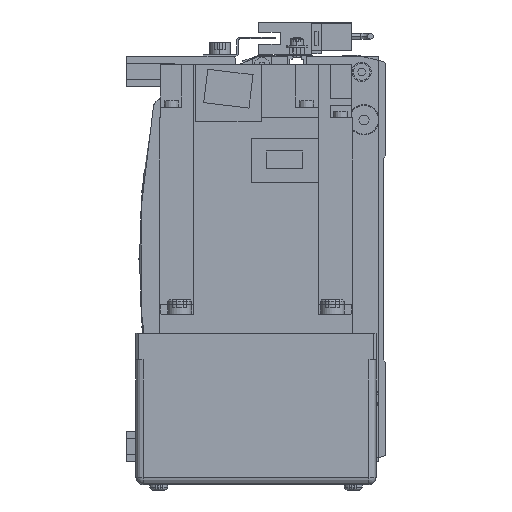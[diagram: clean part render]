
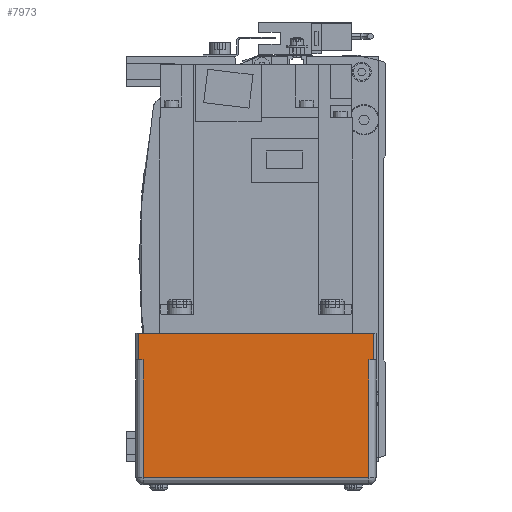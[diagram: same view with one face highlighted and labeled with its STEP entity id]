
A CAD part, left-side view. The second image highlights one B-rep face of the part: STEP entity #7973.
In plain terms, the highlighted planar face has unit normal (-1, 0, 0).
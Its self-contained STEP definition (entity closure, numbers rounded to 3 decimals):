
#132 = VERTEX_POINT ( 'NONE', #26992 ) ;
#2669 = CARTESIAN_POINT ( 'NONE',  ( -189.5, 103., -42. ) ) ;
#4539 = LINE ( 'NONE', #29263, #7411 ) ;
#4610 = CARTESIAN_POINT ( 'NONE',  ( -189.5, 7., -91. ) ) ;
#4699 = CARTESIAN_POINT ( 'NONE',  ( -189.5, 7., -94. ) ) ;
#5769 = VECTOR ( 'NONE', #34477, 1000. ) ;
#5992 = CARTESIAN_POINT ( 'NONE',  ( -189.5, 101., -42. ) ) ;
#6405 = VERTEX_POINT ( 'NONE', #4610 ) ;
#6543 = DIRECTION ( 'NONE',  ( 0., -1., 0. ) ) ;
#7411 = VECTOR ( 'NONE', #37349, 1000. ) ;
#7733 = EDGE_CURVE ( 'NONE', #11458, #6405, #45960, .T. ) ;
#7973 = ADVANCED_FACE ( 'NONE', ( #34262 ), #19965, .T. ) ;
#11458 = VERTEX_POINT ( 'NONE', #41877 ) ;
#12273 = VERTEX_POINT ( 'NONE', #16580 ) ;
#13359 = CARTESIAN_POINT ( 'NONE',  ( -189.5, 7., -91. ) ) ;
#14313 = VERTEX_POINT ( 'NONE', #33579 ) ;
#14682 = VERTEX_POINT ( 'NONE', #44449 ) ;
#14710 = CARTESIAN_POINT ( 'NONE',  ( -189.5, 103., -31. ) ) ;
#14909 = VECTOR ( 'NONE', #25275, 1000. ) ;
#15597 = VERTEX_POINT ( 'NONE', #30504 ) ;
#16387 = CARTESIAN_POINT ( 'NONE',  ( -189.5, 5., -42. ) ) ;
#16580 = CARTESIAN_POINT ( 'NONE',  ( -189.5, 5., -42. ) ) ;
#16915 = LINE ( 'NONE', #43310, #18161 ) ;
#17617 = DIRECTION ( 'NONE',  ( 0., 0., 1. ) ) ;
#18161 = VECTOR ( 'NONE', #17617, 1000. ) ;
#19660 = EDGE_CURVE ( 'NONE', #11458, #27443, #16915, .T. ) ;
#19965 = PLANE ( 'NONE',  #36517 ) ;
#20538 = VECTOR ( 'NONE', #45503, 1000. ) ;
#22508 = VECTOR ( 'NONE', #6543, 1000. ) ;
#22757 = LINE ( 'NONE', #4699, #29207 ) ;
#24246 = LINE ( 'NONE', #16387, #5769 ) ;
#25275 = DIRECTION ( 'NONE',  ( 0., -1., 0. ) ) ;
#26199 = ORIENTED_EDGE ( 'NONE', *, *, #7733, .T. ) ;
#26992 = CARTESIAN_POINT ( 'NONE',  ( -189.5, 103., -31. ) ) ;
#27120 = DIRECTION ( 'NONE',  ( 0., 0., 1. ) ) ;
#27443 = VERTEX_POINT ( 'NONE', #5992 ) ;
#27712 = ORIENTED_EDGE ( 'NONE', *, *, #33449, .T. ) ;
#28663 = ORIENTED_EDGE ( 'NONE', *, *, #44829, .T. ) ;
#29207 = VECTOR ( 'NONE', #30370, 1000. ) ;
#29216 = DIRECTION ( 'NONE',  ( 0., -1., 0. ) ) ;
#29263 = CARTESIAN_POINT ( 'NONE',  ( -189.5, 103., -42. ) ) ;
#30030 = EDGE_CURVE ( 'NONE', #132, #15597, #47092, .T. ) ;
#30370 = DIRECTION ( 'NONE',  ( 0., 0., 1. ) ) ;
#30504 = CARTESIAN_POINT ( 'NONE',  ( -189.5, 5., -31. ) ) ;
#30918 = DIRECTION ( 'NONE',  ( -1., 0., 0. ) ) ;
#31165 = ORIENTED_EDGE ( 'NONE', *, *, #46073, .T. ) ;
#32170 = LINE ( 'NONE', #2669, #14909 ) ;
#33003 = ORIENTED_EDGE ( 'NONE', *, *, #19660, .F. ) ;
#33449 = EDGE_CURVE ( 'NONE', #12273, #15597, #24246, .T. ) ;
#33579 = CARTESIAN_POINT ( 'NONE',  ( -189.5, 7., -42. ) ) ;
#34262 = FACE_OUTER_BOUND ( 'NONE', #37287, .T. ) ;
#34477 = DIRECTION ( 'NONE',  ( 0., 0., 1. ) ) ;
#35720 = EDGE_CURVE ( 'NONE', #14682, #132, #4539, .T. ) ;
#36517 = AXIS2_PLACEMENT_3D ( 'NONE', #41642, #30918, #27120 ) ;
#37287 = EDGE_LOOP ( 'NONE', ( #33003, #26199, #40621, #31165, #27712, #40844, #47063, #28663 ) ) ;
#37349 = DIRECTION ( 'NONE',  ( 0., 0., 1. ) ) ;
#38917 = CARTESIAN_POINT ( 'NONE',  ( -189.5, 103., -42. ) ) ;
#40621 = ORIENTED_EDGE ( 'NONE', *, *, #43186, .T. ) ;
#40844 = ORIENTED_EDGE ( 'NONE', *, *, #30030, .F. ) ;
#41642 = CARTESIAN_POINT ( 'NONE',  ( -189.5, 103., -42. ) ) ;
#41877 = CARTESIAN_POINT ( 'NONE',  ( -189.5, 101., -91. ) ) ;
#42925 = LINE ( 'NONE', #38917, #22508 ) ;
#43186 = EDGE_CURVE ( 'NONE', #6405, #14313, #22757, .T. ) ;
#43310 = CARTESIAN_POINT ( 'NONE',  ( -189.5, 101., -94. ) ) ;
#44449 = CARTESIAN_POINT ( 'NONE',  ( -189.5, 103., -42. ) ) ;
#44829 = EDGE_CURVE ( 'NONE', #14682, #27443, #42925, .T. ) ;
#45282 = VECTOR ( 'NONE', #29216, 1000. ) ;
#45503 = DIRECTION ( 'NONE',  ( 0., -1., 0. ) ) ;
#45960 = LINE ( 'NONE', #13359, #20538 ) ;
#46073 = EDGE_CURVE ( 'NONE', #14313, #12273, #32170, .T. ) ;
#47063 = ORIENTED_EDGE ( 'NONE', *, *, #35720, .F. ) ;
#47092 = LINE ( 'NONE', #14710, #45282 ) ;
